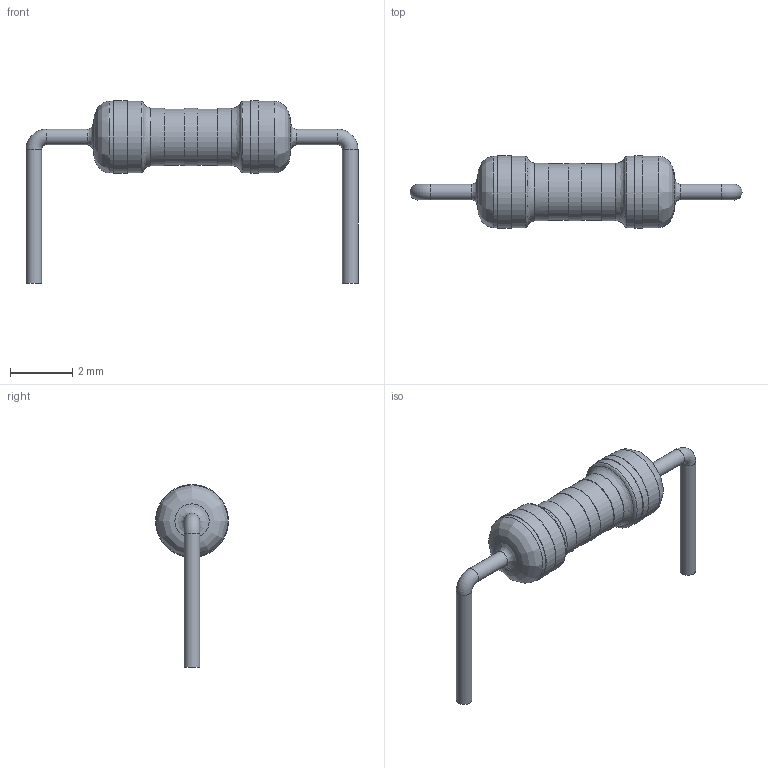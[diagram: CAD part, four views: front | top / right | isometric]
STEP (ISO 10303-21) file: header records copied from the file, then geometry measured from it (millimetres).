
FILE_DESCRIPTION(('STEP AP214'), '1');
FILE_NAME('Resistor', '', ('UNSPECIFIED'), ('UNSPECIFIED'), 'ASCON STEP Converter 1.6', 'ASCON Math Kernel', '');
FILE_SCHEMA(('AUTOMOTIVE_DESIGN { 1 0 10303 214 3 1 1}'));
Length unit declared in the file: millimetre
Products named in the file (1): Res-10.16-6.3x2.3
Bounding box: 10.66 x 2.34 x 5.87 mm (x, y, z)
Volume: 23.4 mm3; surface area: 68.2 mm2
Topology: 1 solids, 1 shells, 37 faces, 61 edges, 36 vertices
Faces by surface type: cylinder 15, plane 12, bspline 8, torus 2
Full cylindrical faces by diameter (mm): 0.5 x4, 1.8 x2, 1.84 x3, 2.3 x4, 2.34 x2
Entity records: 2222 total; most frequent: CARTESIAN_POINT 1305, DIRECTION 120, EDGE_LOOP 72, ORIENTED_EDGE 72, AXIS2_PLACEMENT_3D 60, FACE_OUTER_BOUND 50, COLOUR_RGB 38, FILL_AREA_STYLE_COLOUR 38
